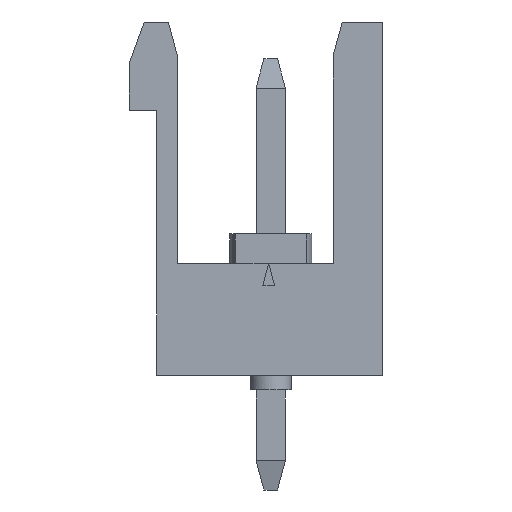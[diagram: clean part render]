
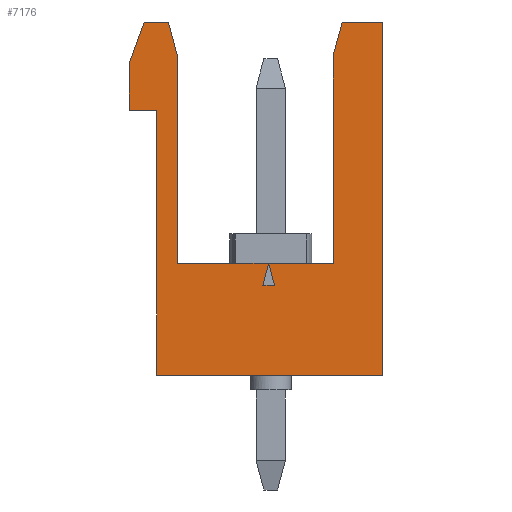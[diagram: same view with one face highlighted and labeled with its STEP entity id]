
A CAD part, left-side view. The second image highlights one B-rep face of the part: STEP entity #7176.
In plain terms, the highlighted planar face has unit normal (-1, 0, 0).
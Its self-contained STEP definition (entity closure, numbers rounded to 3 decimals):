
#6871=CARTESIAN_POINT('',(-20.32,-2.13,3.8));
#6872=VERTEX_POINT('',#6871);
#6873=CARTESIAN_POINT('',(-20.32,-2.13,10.88));
#6874=VERTEX_POINT('',#6873);
#6875=CARTESIAN_POINT('',(-20.32,-2.13,3.8));
#6876=DIRECTION('',(0.0,0.0,1.0));
#6877=VECTOR('',#6876,7.08);
#6878=LINE('',#6875,#6877);
#6879=EDGE_CURVE('',#6872,#6874,#6878,.T.);
#6911=CARTESIAN_POINT('',(-20.32,3.475,12.));
#6912=VERTEX_POINT('',#6911);
#6913=CARTESIAN_POINT('',(-20.32,3.163,10.837));
#6914=VERTEX_POINT('',#6913);
#6915=CARTESIAN_POINT('',(-20.32,3.475,12.));
#6916=DIRECTION('',(0.0,-0.259,-0.966));
#6917=VECTOR('',#6916,1.204);
#6918=LINE('',#6915,#6917);
#6919=EDGE_CURVE('',#6912,#6914,#6918,.T.);
#7057=CARTESIAN_POINT('',(-20.32,-4.23,-0.6));
#7058=DIRECTION('',(-1.0,0.0,0.0));
#7059=DIRECTION('',(0.0,0.0,1.0));
#7060=AXIS2_PLACEMENT_3D('',#7057,#7058,#7059);
#7061=PLANE('',#7060);
#7062=CARTESIAN_POINT('',(-20.32,3.163,3.8));
#7063=VERTEX_POINT('',#7062);
#7064=CARTESIAN_POINT('',(-20.32,3.163,3.8));
#7065=DIRECTION('',(0.0,-1.0,0.0));
#7066=VECTOR('',#7065,5.293);
#7067=LINE('',#7064,#7066);
#7068=EDGE_CURVE('',#7063,#6872,#7067,.T.);
#7069=ORIENTED_EDGE('',*,*,#7068,.F.);
#7070=CARTESIAN_POINT('',(-20.32,3.163,10.837));
#7071=DIRECTION('',(0.0,0.0,-1.0));
#7072=VECTOR('',#7071,7.037);
#7073=LINE('',#7070,#7072);
#7074=EDGE_CURVE('',#6914,#7063,#7073,.T.);
#7075=ORIENTED_EDGE('',*,*,#7074,.F.);
#7076=ORIENTED_EDGE('',*,*,#6919,.F.);
#7077=CARTESIAN_POINT('',(-20.32,4.3,12.));
#7078=VERTEX_POINT('',#7077);
#7079=CARTESIAN_POINT('',(-20.32,4.3,12.));
#7080=DIRECTION('',(0.0,-1.0,0.0));
#7081=VECTOR('',#7080,0.825);
#7082=LINE('',#7079,#7081);
#7083=EDGE_CURVE('',#7078,#6912,#7082,.T.);
#7084=ORIENTED_EDGE('',*,*,#7083,.F.);
#7085=CARTESIAN_POINT('',(-20.32,4.8,10.626));
#7086=VERTEX_POINT('',#7085);
#7087=CARTESIAN_POINT('',(-20.32,4.8,10.626));
#7088=DIRECTION('',(0.0,-0.342,0.94));
#7089=VECTOR('',#7088,1.462);
#7090=LINE('',#7087,#7089);
#7091=EDGE_CURVE('',#7086,#7078,#7090,.T.);
#7092=ORIENTED_EDGE('',*,*,#7091,.F.);
#7093=CARTESIAN_POINT('',(-20.32,4.8,9.));
#7094=VERTEX_POINT('',#7093);
#7095=CARTESIAN_POINT('',(-20.32,4.8,9.));
#7096=DIRECTION('',(0.0,0.0,1.0));
#7097=VECTOR('',#7096,1.626);
#7098=LINE('',#7095,#7097);
#7099=EDGE_CURVE('',#7094,#7086,#7098,.T.);
#7100=ORIENTED_EDGE('',*,*,#7099,.F.);
#7101=CARTESIAN_POINT('',(-20.32,3.87,9.));
#7102=VERTEX_POINT('',#7101);
#7103=CARTESIAN_POINT('',(-20.32,3.87,9.));
#7104=DIRECTION('',(0.0,1.0,0.0));
#7105=VECTOR('',#7104,0.93);
#7106=LINE('',#7103,#7105);
#7107=EDGE_CURVE('',#7102,#7094,#7106,.T.);
#7108=ORIENTED_EDGE('',*,*,#7107,.F.);
#7109=CARTESIAN_POINT('',(-20.32,3.87,0.));
#7110=VERTEX_POINT('',#7109);
#7111=CARTESIAN_POINT('',(-20.32,3.87,0.));
#7112=DIRECTION('',(0.0,0.0,1.0));
#7113=VECTOR('',#7112,9.0);
#7114=LINE('',#7111,#7113);
#7115=EDGE_CURVE('',#7110,#7102,#7114,.T.);
#7116=ORIENTED_EDGE('',*,*,#7115,.F.);
#7117=CARTESIAN_POINT('',(-20.32,-3.8,0.));
#7118=VERTEX_POINT('',#7117);
#7119=CARTESIAN_POINT('',(-20.32,-3.8,0.));
#7120=DIRECTION('',(0.0,1.0,0.0));
#7121=VECTOR('',#7120,7.67);
#7122=LINE('',#7119,#7121);
#7123=EDGE_CURVE('',#7118,#7110,#7122,.T.);
#7124=ORIENTED_EDGE('',*,*,#7123,.F.);
#7125=CARTESIAN_POINT('',(-20.32,-3.8,12.));
#7126=VERTEX_POINT('',#7125);
#7127=CARTESIAN_POINT('',(-20.32,-3.8,0.));
#7128=DIRECTION('',(0.0,0.0,1.0));
#7129=VECTOR('',#7128,12.0);
#7130=LINE('',#7127,#7129);
#7131=EDGE_CURVE('',#7118,#7126,#7130,.T.);
#7132=ORIENTED_EDGE('',*,*,#7131,.T.);
#7133=CARTESIAN_POINT('',(-20.32,-2.43,12.));
#7134=VERTEX_POINT('',#7133);
#7135=CARTESIAN_POINT('',(-20.32,-2.43,12.));
#7136=DIRECTION('',(0.0,-1.0,0.0));
#7137=VECTOR('',#7136,1.37);
#7138=LINE('',#7135,#7137);
#7139=EDGE_CURVE('',#7134,#7126,#7138,.T.);
#7140=ORIENTED_EDGE('',*,*,#7139,.F.);
#7141=CARTESIAN_POINT('',(-20.32,-2.43,12.));
#7142=DIRECTION('',(0.0,0.259,-0.966));
#7143=VECTOR('',#7142,1.159);
#7144=LINE('',#7141,#7143);
#7145=EDGE_CURVE('',#7134,#6874,#7144,.T.);
#7146=ORIENTED_EDGE('',*,*,#7145,.T.);
#7147=ORIENTED_EDGE('',*,*,#6879,.F.);
#7148=EDGE_LOOP('',(#7069,#7075,#7076,#7084,#7092,#7100,#7108,#7116,#7124,#7132,#7140,#7146,#7147));
#7149=FACE_OUTER_BOUND('',#7148,.T.);
#7150=CARTESIAN_POINT('',(-20.32,0.271,3.05));
#7151=VERTEX_POINT('',#7150);
#7152=CARTESIAN_POINT('',(-20.32,-0.131,3.05));
#7153=VERTEX_POINT('',#7152);
#7154=CARTESIAN_POINT('',(-20.32,0.271,3.05));
#7155=DIRECTION('',(0.0,-1.0,0.0));
#7156=VECTOR('',#7155,0.402);
#7157=LINE('',#7154,#7156);
#7158=EDGE_CURVE('',#7151,#7153,#7157,.T.);
#7159=ORIENTED_EDGE('',*,*,#7158,.F.);
#7160=CARTESIAN_POINT('',(-20.32,0.07,3.8));
#7161=VERTEX_POINT('',#7160);
#7162=CARTESIAN_POINT('',(-20.32,0.07,3.8));
#7163=DIRECTION('',(0.0,0.259,-0.966));
#7164=VECTOR('',#7163,0.776);
#7165=LINE('',#7162,#7164);
#7166=EDGE_CURVE('',#7161,#7151,#7165,.T.);
#7167=ORIENTED_EDGE('',*,*,#7166,.F.);
#7168=CARTESIAN_POINT('',(-20.32,-0.131,3.05));
#7169=DIRECTION('',(0.0,0.259,0.966));
#7170=VECTOR('',#7169,0.776);
#7171=LINE('',#7168,#7170);
#7172=EDGE_CURVE('',#7153,#7161,#7171,.T.);
#7173=ORIENTED_EDGE('',*,*,#7172,.F.);
#7174=EDGE_LOOP('',(#7159,#7167,#7173));
#7175=FACE_BOUND('',#7174,.T.);
#7176=ADVANCED_FACE('',(#7149,#7175),#7061,.T.);
